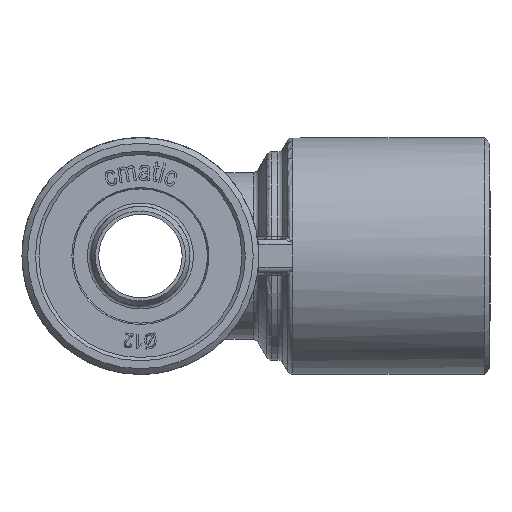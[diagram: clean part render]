
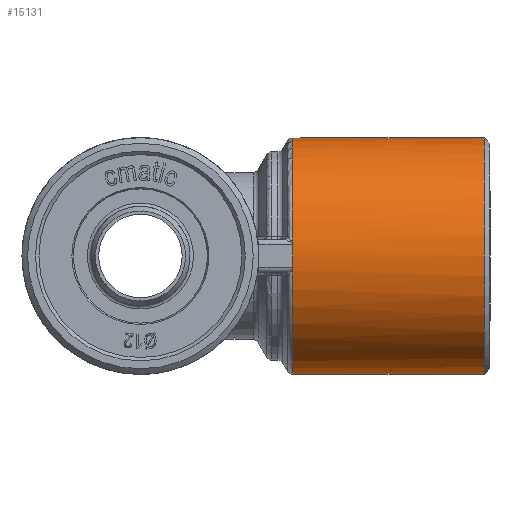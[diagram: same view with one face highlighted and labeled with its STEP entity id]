
A CAD part, front view. The second image highlights one B-rep face of the part: STEP entity #15131.
In plain terms, the highlighted cylindrical face has radius 10.5 mm (diameter 21 mm), a full revolution.
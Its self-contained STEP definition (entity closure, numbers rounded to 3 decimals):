
#114=CYLINDRICAL_SURFACE('',#15749,10.5);
#245=CIRCLE('',#15607,10.5);
#247=CIRCLE('',#15611,10.5);
#249=CIRCLE('',#15617,10.5);
#252=CIRCLE('',#15627,10.5);
#276=CIRCLE('',#15686,10.5);
#290=CIRCLE('',#15713,10.5);
#308=CIRCLE('',#15750,10.5);
#4374=ORIENTED_EDGE('',*,*,#6439,.F.);
#4375=ORIENTED_EDGE('',*,*,#6559,.F.);
#4376=ORIENTED_EDGE('',*,*,#6441,.F.);
#4377=ORIENTED_EDGE('',*,*,#6449,.F.);
#4378=ORIENTED_EDGE('',*,*,#6577,.F.);
#4379=ORIENTED_EDGE('',*,*,#6437,.F.);
#4380=ORIENTED_EDGE('',*,*,#6595,.T.);
#6437=EDGE_CURVE('',#7683,#7629,#245,.T.);
#6439=EDGE_CURVE('',#7507,#7683,#247,.T.);
#6441=EDGE_CURVE('',#7684,#7549,#249,.T.);
#6449=EDGE_CURVE('',#7587,#7684,#252,.T.);
#6559=EDGE_CURVE('',#7549,#7507,#276,.T.);
#6577=EDGE_CURVE('',#7629,#7587,#290,.T.);
#6595=EDGE_CURVE('',#7759,#7759,#308,.T.);
#7507=VERTEX_POINT('',#27129);
#7549=VERTEX_POINT('',#27662);
#7587=VERTEX_POINT('',#28176);
#7629=VERTEX_POINT('',#28711);
#7683=VERTEX_POINT('',#29259);
#7684=VERTEX_POINT('',#29273);
#7759=VERTEX_POINT('',#29894);
#9060=EDGE_LOOP('',(#4374,#4375,#4376,#4377,#4378,#4379));
#9061=EDGE_LOOP('',(#4380));
#9779=FACE_BOUND('',#9060,.T.);
#9780=FACE_BOUND('',#9061,.T.);
#15131=ADVANCED_FACE('',(#9779,#9780),#114,.T.);
#15607=AXIS2_PLACEMENT_3D('',#29262,#17009,#17010);
#15611=AXIS2_PLACEMENT_3D('',#29266,#17017,#17018);
#15617=AXIS2_PLACEMENT_3D('',#29272,#17029,#17030);
#15627=AXIS2_PLACEMENT_3D('',#29289,#17054,#17055);
#15686=AXIS2_PLACEMENT_3D('',#29708,#17230,#17231);
#15713=AXIS2_PLACEMENT_3D('',#29855,#17284,#17285);
#15749=AXIS2_PLACEMENT_3D('',#29892,#17356,#17357);
#15750=AXIS2_PLACEMENT_3D('',#29893,#17358,#17359);
#17009=DIRECTION('',(-1.,0.,0.));
#17010=DIRECTION('',(0.,0.,1.));
#17017=DIRECTION('',(-1.,0.,0.));
#17018=DIRECTION('',(0.,0.,1.));
#17029=DIRECTION('',(-1.,0.,0.));
#17030=DIRECTION('',(0.,0.,-1.));
#17054=DIRECTION('',(-1.,0.,0.));
#17055=DIRECTION('',(0.,0.,-1.));
#17230=DIRECTION('',(-1.,0.,0.));
#17231=DIRECTION('',(0.,0.,-1.));
#17284=DIRECTION('',(-1.,0.,0.));
#17285=DIRECTION('',(0.,0.,-1.));
#17356=DIRECTION('',(-1.,0.,0.));
#17357=DIRECTION('',(0.,0.,-1.));
#17358=DIRECTION('',(-1.,0.,0.));
#17359=DIRECTION('',(0.,0.,-1.));
#27129=CARTESIAN_POINT('',(13.499,10.416,1.323));
#27662=CARTESIAN_POINT('',(13.499,-10.416,1.323));
#28176=CARTESIAN_POINT('',(13.499,-10.416,-1.323));
#28711=CARTESIAN_POINT('',(13.499,10.416,-1.323));
#29259=CARTESIAN_POINT('',(13.499,10.5,0.));
#29262=CARTESIAN_POINT('',(13.499,0.,0.));
#29266=CARTESIAN_POINT('',(13.499,0.,0.));
#29272=CARTESIAN_POINT('',(13.499,0.,0.));
#29273=CARTESIAN_POINT('',(13.499,-10.5,0.));
#29289=CARTESIAN_POINT('',(13.499,0.,0.));
#29708=CARTESIAN_POINT('',(13.499,0.,0.));
#29855=CARTESIAN_POINT('',(13.499,0.,0.));
#29892=CARTESIAN_POINT('',(0.,0.,0.));
#29893=CARTESIAN_POINT('',(30.5,0.,0.));
#29894=CARTESIAN_POINT('',(30.5,0.,-10.5));
